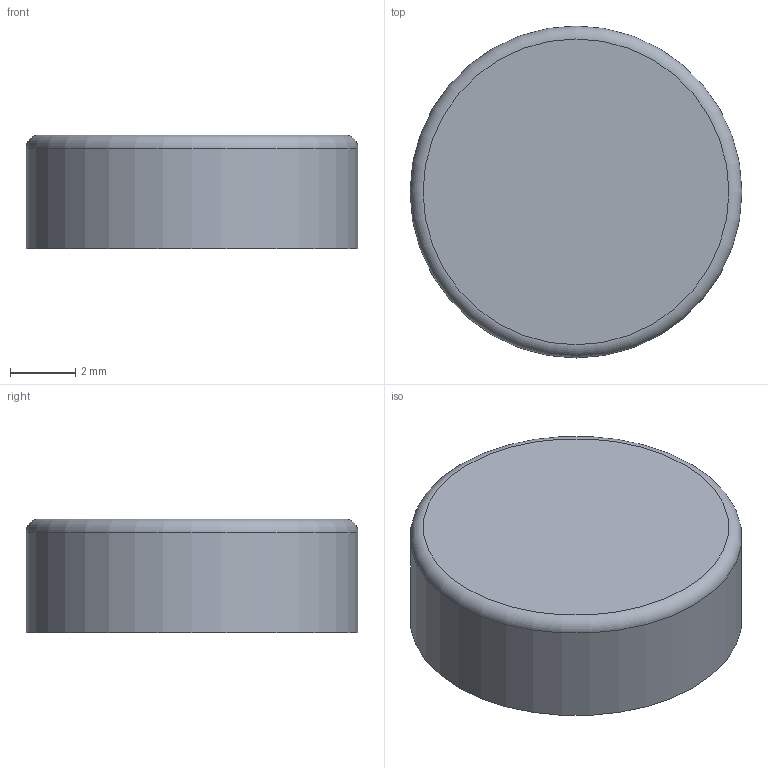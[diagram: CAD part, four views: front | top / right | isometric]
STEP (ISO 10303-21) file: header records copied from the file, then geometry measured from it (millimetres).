
FILE_DESCRIPTION((''),'2;1');
FILE_NAME('TL3240R1CAPBLK.stp','2012-09-12T11:53:28',('rcelander'),(''),'Autodesk Inventor 11','Autodesk Inventor 11','');
FILE_SCHEMA(('AUTOMOTIVE_DESIGN { 1 0 10303 214 1 1 1 1 }'));
Length unit declared in the file: millimetre
Products named in the file (3): TL3240 Rd Cap Assembly; TL3240 Rd Cap Insert; TL3240 Rd Cap Clear Cover
Assembly tree (2 placements, depth 2):
  TL3240 Rd Cap Assembly
    TL3240 Rd Cap Insert
    TL3240 Rd Cap Clear Cover
Bounding box: 10.2 x 10.2 x 3.5 mm (x, y, z)
Volume: 225.2 mm3; surface area: 531.2 mm2
Topology: 2 solids, 2 shells, 59 faces, 160 edges, 107 vertices
Faces by surface type: plane 44, cylinder 8, torus 6, bspline 1
Full cylindrical faces by diameter (mm): 8 x1, 8.2 x1, 8.3 x1, 10.2 x1
Entity records: 1987 total; most frequent: CARTESIAN_POINT 470, ORIENTED_EDGE 292, DIRECTION 290, EDGE_CURVE 146, VECTOR 104, LINE 104, VERTEX_POINT 102, AXIS2_PLACEMENT_3D 93
